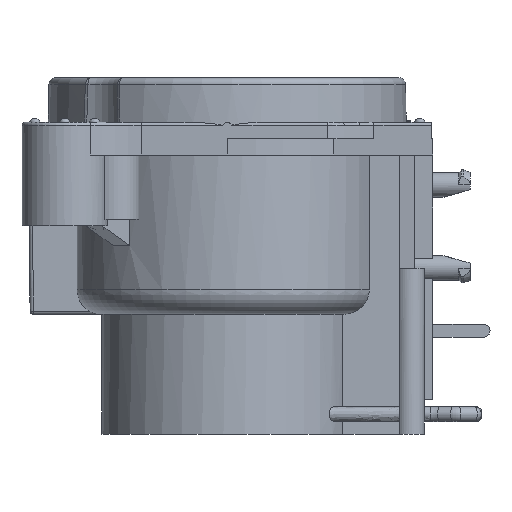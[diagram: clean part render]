
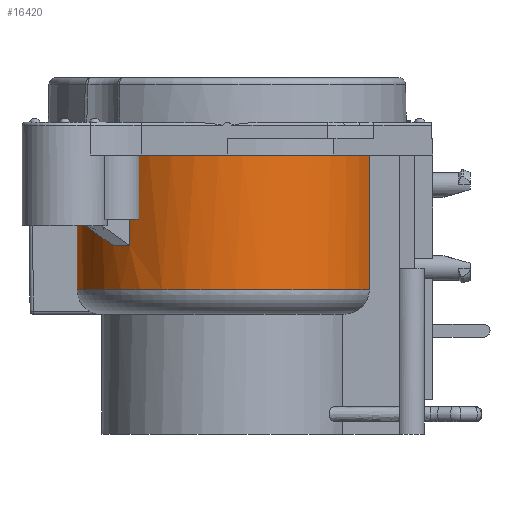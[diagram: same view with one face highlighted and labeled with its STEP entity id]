
A CAD part, left-side view. The second image highlights one B-rep face of the part: STEP entity #16420.
In plain terms, the highlighted cylindrical face has radius 9.15 mm (diameter 18.3 mm), a partial arc.
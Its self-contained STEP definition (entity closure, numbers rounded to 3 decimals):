
#320=B_SPLINE_CURVE_WITH_KNOTS('',3,(#29166,#29167,#29168,#29169),
 .UNSPECIFIED.,.F.,.F.,(4,4),(0.,1.),.UNSPECIFIED.);
#329=B_SPLINE_CURVE_WITH_KNOTS('',3,(#29409,#29410,#29411,#29412,#29413,
#29414,#29415,#29416,#29417,#29418,#29419,#29420,#29421),.UNSPECIFIED.,
 .F.,.F.,(4,3,3,3,4),(0.,0.041,0.07,
0.099,0.14),.UNSPECIFIED.);
#739=CIRCLE('',#17599,9.15);
#750=CIRCLE('',#17613,9.15);
#781=CIRCLE('',#17686,9.15);
#998=CYLINDRICAL_SURFACE('',#17685,9.15);
#2267=FACE_OUTER_BOUND('',#3164,.T.);
#3164=EDGE_LOOP('',(#14182,#14183,#14184,#14185,#14186,#14187,#14188,#14189));
#4708=LINE('',#29245,#6350);
#4742=LINE('',#29393,#6384);
#4782=LINE('',#29595,#6424);
#6350=VECTOR('',#21259,8.2);
#6384=VECTOR('',#21357,5.519);
#6424=VECTOR('',#21509,5.519);
#7817=VERTEX_POINT('',#29156);
#7818=VERTEX_POINT('',#29165);
#7828=VERTEX_POINT('',#29242);
#7829=VERTEX_POINT('',#29244);
#7834=VERTEX_POINT('',#29282);
#7860=VERTEX_POINT('',#29341);
#7877=VERTEX_POINT('',#29386);
#7878=VERTEX_POINT('',#29408);
#9928=EDGE_CURVE('',#7818,#7817,#320,.T.);
#9950=EDGE_CURVE('',#7829,#7828,#4708,.T.);
#9957=EDGE_CURVE('',#7818,#7834,#739,.T.);
#9988=EDGE_CURVE('',#7860,#7828,#750,.T.);
#10011=EDGE_CURVE('',#7834,#7877,#4742,.T.);
#10012=EDGE_CURVE('',#7877,#7878,#329,.T.);
#10081=EDGE_CURVE('',#7860,#7878,#4782,.T.);
#10082=EDGE_CURVE('',#7829,#7817,#781,.T.);
#14182=ORIENTED_EDGE('',*,*,#10012,.F.);
#14183=ORIENTED_EDGE('',*,*,#10011,.F.);
#14184=ORIENTED_EDGE('',*,*,#9957,.F.);
#14185=ORIENTED_EDGE('',*,*,#9928,.T.);
#14186=ORIENTED_EDGE('',*,*,#10082,.F.);
#14187=ORIENTED_EDGE('',*,*,#9950,.T.);
#14188=ORIENTED_EDGE('',*,*,#9988,.F.);
#14189=ORIENTED_EDGE('',*,*,#10081,.T.);
#16420=ADVANCED_FACE('',(#2267),#998,.T.);
#17599=AXIS2_PLACEMENT_3D('',#29283,#21266,#21267);
#17613=AXIS2_PLACEMENT_3D('',#29343,#21314,#21315);
#17685=AXIS2_PLACEMENT_3D('',#29596,#21510,#21511);
#17686=AXIS2_PLACEMENT_3D('',#29597,#21512,#21513);
#21259=DIRECTION('',(0.,0.,1.));
#21266=DIRECTION('center_axis',(0.,0.,1.));
#21267=DIRECTION('ref_axis',(0.22,0.976,0.));
#21314=DIRECTION('center_axis',(0.,0.,1.));
#21315=DIRECTION('ref_axis',(-0.759,0.651,0.));
#21357=DIRECTION('',(0.,0.,-1.));
#21509=DIRECTION('',(0.,0.,-1.));
#21510=DIRECTION('center_axis',(0.,0.,-1.));
#21511=DIRECTION('ref_axis',(-1.,0.,0.));
#21512=DIRECTION('center_axis',(0.,0.,-1.));
#21513=DIRECTION('ref_axis',(-0.328,-0.945,0.));
#29156=CARTESIAN_POINT('',(14.58,23.711,-11.85));
#29165=CARTESIAN_POINT('',(14.509,23.727,-3.65));
#29166=CARTESIAN_POINT('Ctrl Pts',(14.509,23.727,-3.65));
#29167=CARTESIAN_POINT('Ctrl Pts',(14.533,23.722,-6.383));
#29168=CARTESIAN_POINT('Ctrl Pts',(14.556,23.716,-9.117));
#29169=CARTESIAN_POINT('Ctrl Pts',(14.58,23.711,-11.85));
#29242=CARTESIAN_POINT('',(9.5,6.156,-3.65));
#29244=CARTESIAN_POINT('',(9.5,6.156,-11.85));
#29245=CARTESIAN_POINT('',(9.5,6.156,-11.85));
#29282=CARTESIAN_POINT('',(6.544,21.746,-3.65));
#29283=CARTESIAN_POINT('Origin',(12.5,14.8,-3.65));
#29341=CARTESIAN_POINT('',(5.554,20.756,-3.65));
#29343=CARTESIAN_POINT('Origin',(12.5,14.8,-3.65));
#29386=CARTESIAN_POINT('',(6.544,21.746,-9.169));
#29393=CARTESIAN_POINT('',(6.544,21.746,-3.65));
#29408=CARTESIAN_POINT('',(5.554,20.756,-9.169));
#29409=CARTESIAN_POINT('Ctrl Pts',(6.544,21.746,-9.169));
#29410=CARTESIAN_POINT('Ctrl Pts',(6.44,21.657,-9.164));
#29411=CARTESIAN_POINT('Ctrl Pts',(6.338,21.566,-9.16));
#29412=CARTESIAN_POINT('Ctrl Pts',(6.239,21.472,-9.158));
#29413=CARTESIAN_POINT('Ctrl Pts',(6.169,21.407,-9.156));
#29414=CARTESIAN_POINT('Ctrl Pts',(6.1,21.34,-9.155));
#29415=CARTESIAN_POINT('Ctrl Pts',(6.032,21.272,-9.155));
#29416=CARTESIAN_POINT('Ctrl Pts',(5.963,21.203,-9.155));
#29417=CARTESIAN_POINT('Ctrl Pts',(5.895,21.133,-9.156));
#29418=CARTESIAN_POINT('Ctrl Pts',(5.828,21.061,-9.158));
#29419=CARTESIAN_POINT('Ctrl Pts',(5.734,20.962,-9.16));
#29420=CARTESIAN_POINT('Ctrl Pts',(5.643,20.86,-9.164));
#29421=CARTESIAN_POINT('Ctrl Pts',(5.554,20.756,-9.169));
#29595=CARTESIAN_POINT('',(5.554,20.756,-3.65));
#29596=CARTESIAN_POINT('Origin',(12.5,14.8,-3.65));
#29597=CARTESIAN_POINT('Origin',(12.5,14.8,-11.85));
